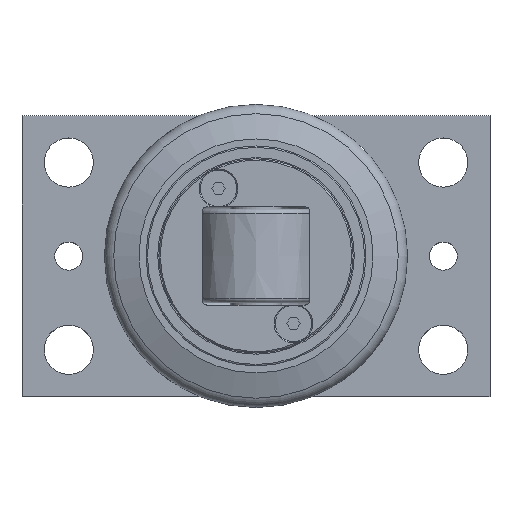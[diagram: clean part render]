
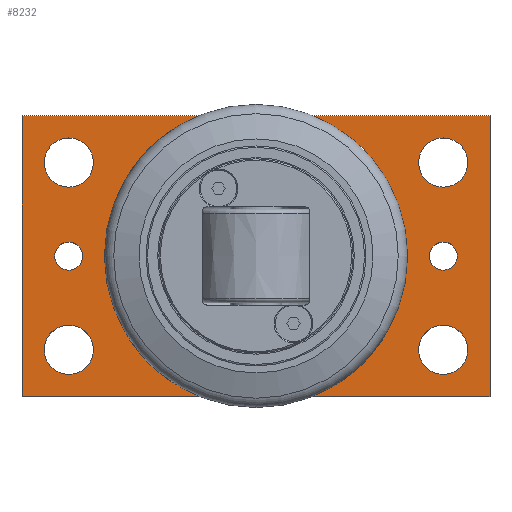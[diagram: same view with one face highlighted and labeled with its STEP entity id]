
A CAD part, top view. The second image highlights one B-rep face of the part: STEP entity #8232.
In plain terms, the highlighted planar face has unit normal (0, 0, 1).
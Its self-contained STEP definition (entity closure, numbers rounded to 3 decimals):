
#65=FACE_BOUND('',#1307,.T.);
#66=FACE_BOUND('',#1308,.T.);
#67=FACE_BOUND('',#1309,.T.);
#68=FACE_BOUND('',#1310,.T.);
#69=FACE_BOUND('',#1311,.T.);
#70=FACE_BOUND('',#1312,.T.);
#71=FACE_BOUND('',#1313,.T.);
#72=FACE_BOUND('',#1314,.T.);
#73=FACE_BOUND('',#1315,.T.);
#74=FACE_BOUND('',#1316,.T.);
#75=FACE_BOUND('',#1317,.T.);
#332=PLANE('',#9583);
#819=FACE_OUTER_BOUND('',#1306,.T.);
#1306=EDGE_LOOP('',(#7592,#7593,#7594,#7595));
#1307=EDGE_LOOP('',(#7596));
#1308=EDGE_LOOP('',(#7597,#7598));
#1309=EDGE_LOOP('',(#7599,#7600));
#1310=EDGE_LOOP('',(#7601,#7602));
#1311=EDGE_LOOP('',(#7603,#7604));
#1312=EDGE_LOOP('',(#7605));
#1313=EDGE_LOOP('',(#7606));
#1314=EDGE_LOOP('',(#7607));
#1315=EDGE_LOOP('',(#7608));
#1316=EDGE_LOOP('',(#7609));
#1317=EDGE_LOOP('',(#7610));
#2164=CIRCLE('',#9511,20.5);
#2179=CIRCLE('',#9544,4.188);
#2180=CIRCLE('',#9545,4.188);
#2182=CIRCLE('',#9548,4.188);
#2183=CIRCLE('',#9549,4.188);
#2185=CIRCLE('',#9552,4.188);
#2186=CIRCLE('',#9553,4.188);
#2188=CIRCLE('',#9556,4.188);
#2189=CIRCLE('',#9557,4.188);
#2191=CIRCLE('',#9560,5.25);
#2193=CIRCLE('',#9563,5.25);
#2195=CIRCLE('',#9566,5.25);
#2197=CIRCLE('',#9569,5.25);
#2199=CIRCLE('',#9572,3.);
#2201=CIRCLE('',#9575,3.);
#2575=LINE('',#15464,#2959);
#2579=LINE('',#15472,#2963);
#2582=LINE('',#15478,#2966);
#2585=LINE('',#15483,#2969);
#2959=VECTOR('',#12606,10.);
#2963=VECTOR('',#12612,10.);
#2966=VECTOR('',#12617,10.);
#2969=VECTOR('',#12622,10.);
#3651=VERTEX_POINT('',#15291);
#3668=VERTEX_POINT('',#15394);
#3669=VERTEX_POINT('',#15395);
#3671=VERTEX_POINT('',#15402);
#3672=VERTEX_POINT('',#15403);
#3674=VERTEX_POINT('',#15410);
#3675=VERTEX_POINT('',#15411);
#3677=VERTEX_POINT('',#15418);
#3678=VERTEX_POINT('',#15419);
#3680=VERTEX_POINT('',#15426);
#3682=VERTEX_POINT('',#15432);
#3684=VERTEX_POINT('',#15438);
#3686=VERTEX_POINT('',#15444);
#3688=VERTEX_POINT('',#15450);
#3690=VERTEX_POINT('',#15456);
#3692=VERTEX_POINT('',#15462);
#3693=VERTEX_POINT('',#15463);
#3696=VERTEX_POINT('',#15471);
#3698=VERTEX_POINT('',#15477);
#4929=EDGE_CURVE('',#3651,#3651,#2164,.T.);
#4958=EDGE_CURVE('',#3668,#3669,#2179,.T.);
#4959=EDGE_CURVE('',#3669,#3668,#2180,.T.);
#4962=EDGE_CURVE('',#3671,#3672,#2182,.T.);
#4963=EDGE_CURVE('',#3672,#3671,#2183,.T.);
#4966=EDGE_CURVE('',#3674,#3675,#2185,.T.);
#4967=EDGE_CURVE('',#3675,#3674,#2186,.T.);
#4970=EDGE_CURVE('',#3677,#3678,#2188,.T.);
#4971=EDGE_CURVE('',#3678,#3677,#2189,.T.);
#4974=EDGE_CURVE('',#3680,#3680,#2191,.T.);
#4977=EDGE_CURVE('',#3682,#3682,#2193,.T.);
#4980=EDGE_CURVE('',#3684,#3684,#2195,.T.);
#4983=EDGE_CURVE('',#3686,#3686,#2197,.T.);
#4986=EDGE_CURVE('',#3688,#3688,#2199,.T.);
#4989=EDGE_CURVE('',#3690,#3690,#2201,.T.);
#4992=EDGE_CURVE('',#3692,#3693,#2575,.T.);
#4996=EDGE_CURVE('',#3693,#3696,#2579,.T.);
#4999=EDGE_CURVE('',#3696,#3698,#2582,.T.);
#5002=EDGE_CURVE('',#3698,#3692,#2585,.T.);
#7592=ORIENTED_EDGE('',*,*,#4992,.F.);
#7593=ORIENTED_EDGE('',*,*,#5002,.F.);
#7594=ORIENTED_EDGE('',*,*,#4999,.F.);
#7595=ORIENTED_EDGE('',*,*,#4996,.F.);
#7596=ORIENTED_EDGE('',*,*,#4929,.T.);
#7597=ORIENTED_EDGE('',*,*,#4958,.T.);
#7598=ORIENTED_EDGE('',*,*,#4959,.T.);
#7599=ORIENTED_EDGE('',*,*,#4962,.T.);
#7600=ORIENTED_EDGE('',*,*,#4963,.T.);
#7601=ORIENTED_EDGE('',*,*,#4966,.T.);
#7602=ORIENTED_EDGE('',*,*,#4967,.T.);
#7603=ORIENTED_EDGE('',*,*,#4970,.T.);
#7604=ORIENTED_EDGE('',*,*,#4971,.T.);
#7605=ORIENTED_EDGE('',*,*,#4974,.T.);
#7606=ORIENTED_EDGE('',*,*,#4977,.T.);
#7607=ORIENTED_EDGE('',*,*,#4980,.T.);
#7608=ORIENTED_EDGE('',*,*,#4983,.T.);
#7609=ORIENTED_EDGE('',*,*,#4986,.T.);
#7610=ORIENTED_EDGE('',*,*,#4989,.T.);
#8232=ADVANCED_FACE('',(#819,#65,#66,#67,#68,#69,#70,#71,#72,#73,#74,#75),
#332,.T.);
#9511=AXIS2_PLACEMENT_3D('',#15293,#12450,#12451);
#9544=AXIS2_PLACEMENT_3D('',#15396,#12528,#12529);
#9545=AXIS2_PLACEMENT_3D('',#15397,#12530,#12531);
#9548=AXIS2_PLACEMENT_3D('',#15404,#12537,#12538);
#9549=AXIS2_PLACEMENT_3D('',#15405,#12539,#12540);
#9552=AXIS2_PLACEMENT_3D('',#15412,#12546,#12547);
#9553=AXIS2_PLACEMENT_3D('',#15413,#12548,#12549);
#9556=AXIS2_PLACEMENT_3D('',#15420,#12555,#12556);
#9557=AXIS2_PLACEMENT_3D('',#15421,#12557,#12558);
#9560=AXIS2_PLACEMENT_3D('',#15427,#12564,#12565);
#9563=AXIS2_PLACEMENT_3D('',#15433,#12571,#12572);
#9566=AXIS2_PLACEMENT_3D('',#15439,#12578,#12579);
#9569=AXIS2_PLACEMENT_3D('',#15445,#12585,#12586);
#9572=AXIS2_PLACEMENT_3D('',#15451,#12592,#12593);
#9575=AXIS2_PLACEMENT_3D('',#15457,#12599,#12600);
#9583=AXIS2_PLACEMENT_3D('',#15488,#12628,#12629);
#12450=DIRECTION('center_axis',(0.,0.,-1.));
#12451=DIRECTION('ref_axis',(0.,1.,0.));
#12528=DIRECTION('center_axis',(0.,0.,-1.));
#12529=DIRECTION('ref_axis',(1.,0.,0.));
#12530=DIRECTION('center_axis',(0.,0.,-1.));
#12531=DIRECTION('ref_axis',(1.,0.,0.));
#12537=DIRECTION('center_axis',(0.,0.,-1.));
#12538=DIRECTION('ref_axis',(1.,0.,0.));
#12539=DIRECTION('center_axis',(0.,0.,-1.));
#12540=DIRECTION('ref_axis',(1.,0.,0.));
#12546=DIRECTION('center_axis',(0.,0.,-1.));
#12547=DIRECTION('ref_axis',(1.,0.,0.));
#12548=DIRECTION('center_axis',(0.,0.,-1.));
#12549=DIRECTION('ref_axis',(1.,0.,0.));
#12555=DIRECTION('center_axis',(0.,0.,-1.));
#12556=DIRECTION('ref_axis',(1.,0.,0.));
#12557=DIRECTION('center_axis',(0.,0.,-1.));
#12558=DIRECTION('ref_axis',(1.,0.,0.));
#12564=DIRECTION('center_axis',(0.,0.,-1.));
#12565=DIRECTION('ref_axis',(-1.,0.,0.));
#12571=DIRECTION('center_axis',(0.,0.,-1.));
#12572=DIRECTION('ref_axis',(-1.,0.,0.));
#12578=DIRECTION('center_axis',(0.,0.,-1.));
#12579=DIRECTION('ref_axis',(-1.,0.,0.));
#12585=DIRECTION('center_axis',(0.,0.,-1.));
#12586=DIRECTION('ref_axis',(-1.,0.,0.));
#12592=DIRECTION('center_axis',(0.,0.,-1.));
#12593=DIRECTION('ref_axis',(-1.,0.,0.));
#12599=DIRECTION('center_axis',(0.,0.,-1.));
#12600=DIRECTION('ref_axis',(-1.,0.,0.));
#12606=DIRECTION('',(0.,1.,0.));
#12612=DIRECTION('',(1.,0.,0.));
#12617=DIRECTION('',(0.,-1.,0.));
#12622=DIRECTION('',(-1.,0.,0.));
#12628=DIRECTION('center_axis',(0.,0.,1.));
#12629=DIRECTION('ref_axis',(1.,0.,0.));
#15291=CARTESIAN_POINT('',(50.,9.5,10.));
#15293=CARTESIAN_POINT('Origin',(50.,30.,10.));
#15394=CARTESIAN_POINT('',(34.188,10.,10.));
#15395=CARTESIAN_POINT('',(25.812,10.,10.));
#15396=CARTESIAN_POINT('Origin',(30.,10.,10.));
#15397=CARTESIAN_POINT('Origin',(30.,10.,10.));
#15402=CARTESIAN_POINT('',(74.188,10.,10.));
#15403=CARTESIAN_POINT('',(65.812,10.,10.));
#15404=CARTESIAN_POINT('Origin',(70.,10.,10.));
#15405=CARTESIAN_POINT('Origin',(70.,10.,10.));
#15410=CARTESIAN_POINT('',(74.188,50.,10.));
#15411=CARTESIAN_POINT('',(65.812,50.,10.));
#15412=CARTESIAN_POINT('Origin',(70.,50.,10.));
#15413=CARTESIAN_POINT('Origin',(70.,50.,10.));
#15418=CARTESIAN_POINT('',(34.188,50.,10.));
#15419=CARTESIAN_POINT('',(25.812,50.,10.));
#15420=CARTESIAN_POINT('Origin',(30.,50.,10.));
#15421=CARTESIAN_POINT('Origin',(30.,50.,10.));
#15426=CARTESIAN_POINT('',(95.25,50.,10.));
#15427=CARTESIAN_POINT('Origin',(90.,50.,10.));
#15432=CARTESIAN_POINT('',(15.25,10.,10.));
#15433=CARTESIAN_POINT('Origin',(10.,10.,10.));
#15438=CARTESIAN_POINT('',(15.25,50.,10.));
#15439=CARTESIAN_POINT('Origin',(10.,50.,10.));
#15444=CARTESIAN_POINT('',(95.25,10.,10.));
#15445=CARTESIAN_POINT('Origin',(90.,10.,10.));
#15450=CARTESIAN_POINT('',(93.,30.,10.));
#15451=CARTESIAN_POINT('Origin',(90.,30.,10.));
#15456=CARTESIAN_POINT('',(13.,30.,10.));
#15457=CARTESIAN_POINT('Origin',(10.,30.,10.));
#15462=CARTESIAN_POINT('',(0.,0.,10.));
#15463=CARTESIAN_POINT('',(0.,60.,10.));
#15464=CARTESIAN_POINT('',(0.,60.,10.));
#15471=CARTESIAN_POINT('',(100.,60.,10.));
#15472=CARTESIAN_POINT('',(100.,60.,10.));
#15477=CARTESIAN_POINT('',(100.,0.,10.));
#15478=CARTESIAN_POINT('',(100.,0.,10.));
#15483=CARTESIAN_POINT('',(0.,0.,10.));
#15488=CARTESIAN_POINT('Origin',(50.,30.,10.));
